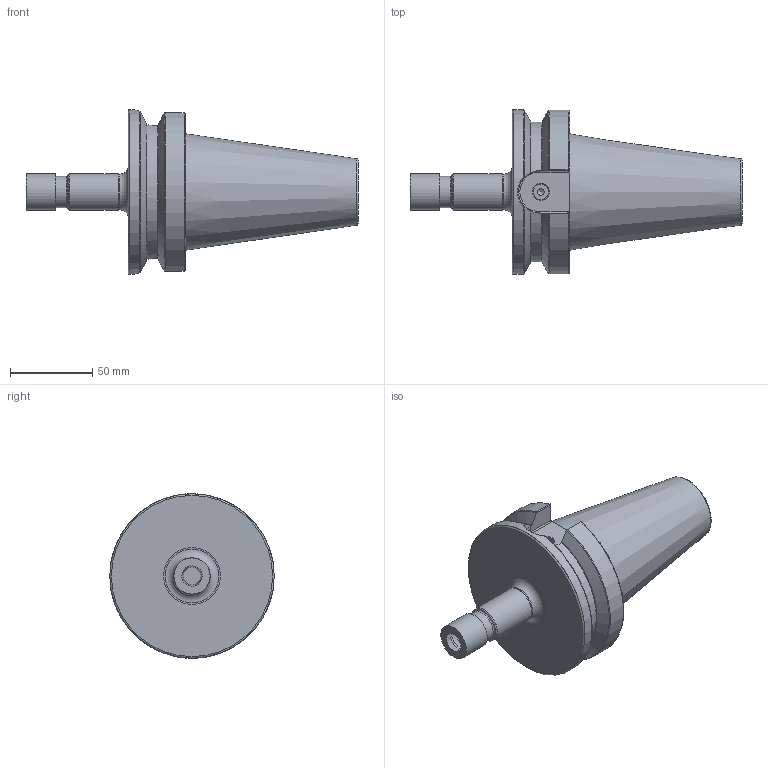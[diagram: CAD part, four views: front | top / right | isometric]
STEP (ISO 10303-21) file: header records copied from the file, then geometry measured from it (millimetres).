
FILE_DESCRIPTION(/* description */ (''),/* implementation_level */ '2;1');
FILE_NAME(/* name */ 'ABT50-ER-16-100-M.stp',/* time_stamp */ '2024-12-13T10:48:39+03:00',/* author */ (''),/* organization */ (''),/* preprocessor_version */ 'ST-DEVELOPER v19.4',/* originating_system */ 'SIEMENS PLM Software NX2306.3001',/* authorisation */ '');
FILE_SCHEMA (('AP203_CONFIGURATION_CONTROLLED_3D_DESIGN_OF_MECHANICAL_PARTS_AND_ASSEMBLIES_MIM_LF { 1 0 10303 403 2 1 2}'));
Length unit declared in the file: millimetre
Products named in the file (1): ABT50-ER-16-100-M-light
Bounding box: 201.8 x 100 x 100 mm (x, y, z)
Volume: 511468.3 mm3; surface area: 50599 mm2
Topology: 1 solids, 1 shells, 89 faces, 220 edges, 140 vertices
Faces by surface type: plane 27, cylinder 24, cone 18, torus 18, bspline 2
Full cylindrical faces by diameter (mm): 4 x1, 10 x1, 11 x1, 18 x1, 19 x1, 19.7 x1, 21.8 x1, 22 x2, 100 x1
Entity records: 2917 total; most frequent: CARTESIAN_POINT 941, DIRECTION 384, ORIENTED_EDGE 366, EDGE_CURVE 183, AXIS2_PLACEMENT_3D 165, VERTEX_POINT 132, EDGE_LOOP 124, ADVANCED_FACE 89
